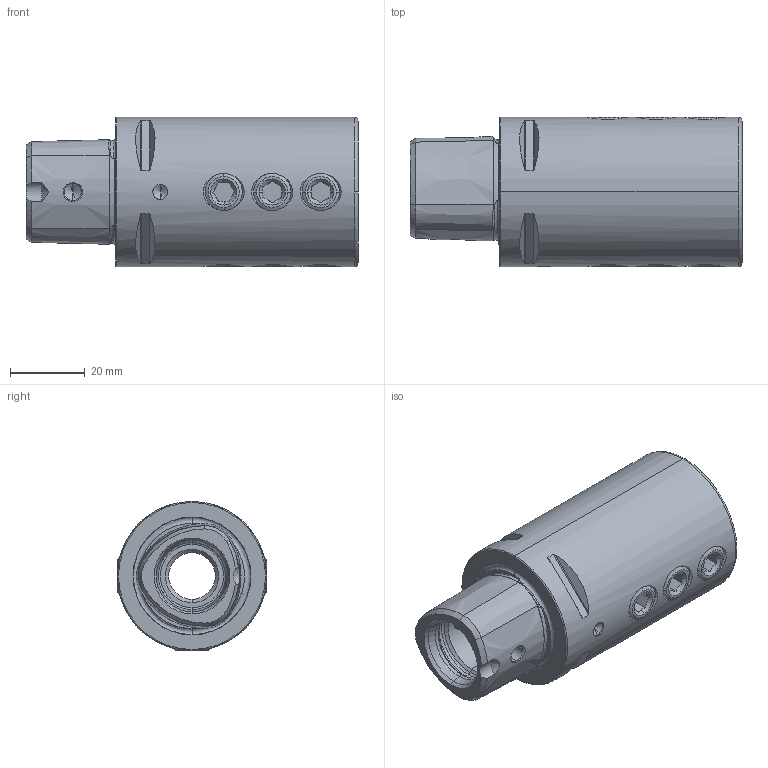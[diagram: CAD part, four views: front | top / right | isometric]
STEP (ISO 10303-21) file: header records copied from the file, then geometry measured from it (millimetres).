
FILE_DESCRIPTION (( 'STEP AP214' ), '1' );
FILE_NAME ('PS4.B16.K01.065.STEP', '2020-09-16T09:38:14', ( '' ), ( '' ), 'SwSTEP 2.0', 'SolidWorks 2017', '' );
FILE_SCHEMA (( 'AUTOMOTIVE_DESIGN' ));
Length unit declared in the file: millimetre
Products named in the file (3): PS4-B16.K01.065_A; PS4.B16.K01.065; ISO 4026 - M10 x 12_PreviewCfg
Assembly tree (10 placements, depth 2):
  PS4.B16.K01.065
    PS4-B16.K01.065_A
    ISO 4026 - M10 x 12_PreviewCfg  x9
Bounding box: 89 x 40 x 40 mm (x, y, z)
Volume: 77574.1 mm3; surface area: 24068.3 mm2
Topology: 10 solids, 10 shells, 324 faces, 781 edges, 480 vertices
Faces by surface type: cone 118, plane 101, cylinder 65, torus 40
Entity records: 7905 total; most frequent: CARTESIAN_POINT 3132, ORIENTED_EDGE 946, DIRECTION 905, EDGE_CURVE 473, AXIS2_PLACEMENT_3D 379, VERTEX_POINT 288, EDGE_LOOP 209, FACE_OUTER_BOUND 188
